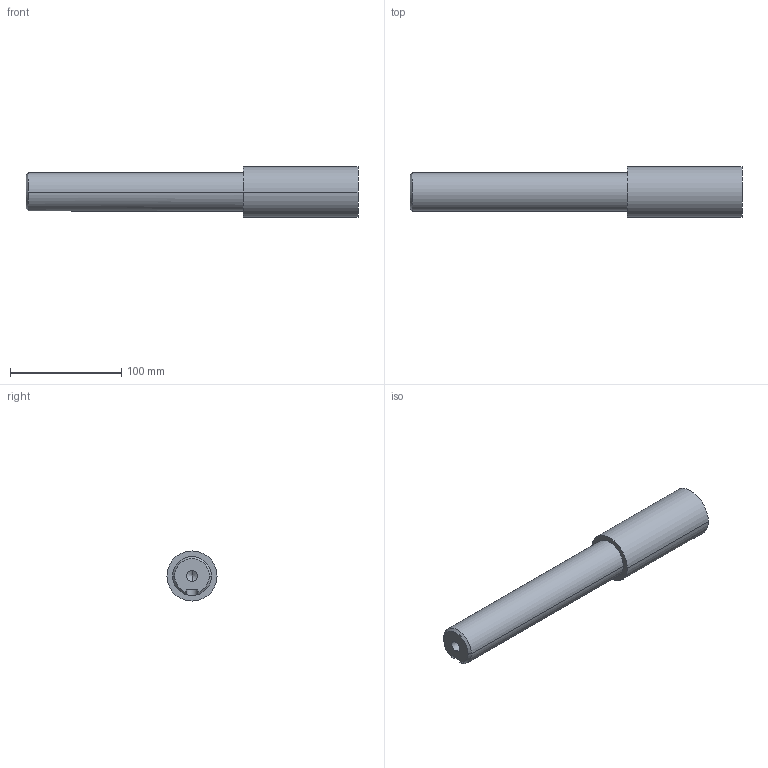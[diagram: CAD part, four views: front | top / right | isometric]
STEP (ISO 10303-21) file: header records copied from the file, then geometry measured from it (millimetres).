
FILE_DESCRIPTION (( 'STEP AP214' ), '1' );
FILE_NAME ('100495.A.Axe.STEP', '2020-03-26T17:36:11', ( '' ), ( '' ), 'SwSTEP 2.0', 'SolidWorks 2015', '' );
FILE_SCHEMA (( 'AUTOMOTIVE_DESIGN' ));
Length unit declared in the file: millimetre
Products named in the file (1): 100495.A.Axe
Bounding box: 298 x 45 x 45 mm (x, y, z)
Volume: 347453.4 mm3; surface area: 40089.5 mm2
Topology: 1 solids, 1 shells, 18 faces, 41 edges, 25 vertices
Faces by surface type: cylinder 7, plane 6, cone 5
Entity records: 587 total; most frequent: CARTESIAN_POINT 124, DIRECTION 91, ORIENTED_EDGE 78, EDGE_CURVE 39, AXIS2_PLACEMENT_3D 36, VERTEX_POINT 25, EDGE_LOOP 20, VECTOR 19
